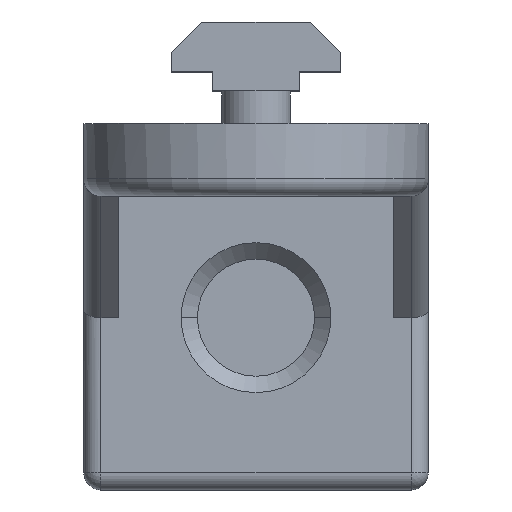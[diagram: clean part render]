
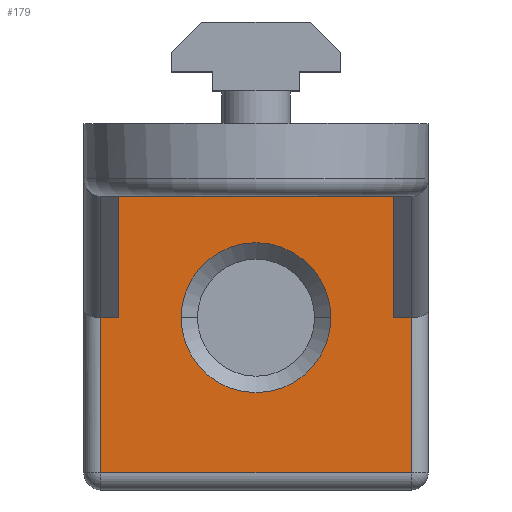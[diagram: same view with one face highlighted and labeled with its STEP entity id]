
A CAD part, top view. The second image highlights one B-rep face of the part: STEP entity #179.
In plain terms, the highlighted planar face has unit normal (0, 0, 1).
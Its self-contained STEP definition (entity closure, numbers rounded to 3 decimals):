
#179=ADVANCED_FACE('1306',(#447,#448),#449,.F.);
#447=FACE_OUTER_BOUND('',#1306,.T.);
#448=FACE_BOUND('',#1307,.T.);
#449=PLANE('',#1308);
#1306=EDGE_LOOP('',(#1774,#1775,#1776,#1777,#1778,#1779,#1780,#1781));
#1307=EDGE_LOOP('',(#1782,#1783));
#1308=AXIS2_PLACEMENT_3D('',#1784,#1785,#1786);
#1774=ORIENTED_EDGE('',*,*,#2570,.F.);
#1775=ORIENTED_EDGE('',*,*,#2561,.T.);
#1776=ORIENTED_EDGE('',*,*,#2568,.T.);
#1777=ORIENTED_EDGE('',*,*,#2548,.T.);
#1778=ORIENTED_EDGE('',*,*,#2571,.F.);
#1779=ORIENTED_EDGE('',*,*,#2565,.T.);
#1780=ORIENTED_EDGE('',*,*,#2533,.F.);
#1781=ORIENTED_EDGE('',*,*,#2572,.T.);
#1782=ORIENTED_EDGE('',*,*,#2573,.F.);
#1783=ORIENTED_EDGE('',*,*,#2574,.F.);
#1784=CARTESIAN_POINT('',(24.0,-42.5,8.4));
#1785=DIRECTION('',(0.0,0.0,-1.0));
#1786=DIRECTION('',(0.0,1.0,0.0));
#2533=EDGE_CURVE('2156',#2919,#2923,#2924,.F.);
#2548=EDGE_CURVE('1372',#2943,#2941,#2944,.T.);
#2561=EDGE_CURVE('2118',#2962,#2963,#2964,.T.);
#2565=EDGE_CURVE('2119',#2968,#2923,#2969,.T.);
#2568=EDGE_CURVE('1381',#2963,#2943,#2972,.T.);
#2570=EDGE_CURVE('2154',#2962,#2974,#2975,.F.);
#2571=EDGE_CURVE('1383',#2968,#2941,#2976,.F.);
#2572=EDGE_CURVE('2150',#2919,#2974,#2977,.F.);
#2573=EDGE_CURVE('2303',#2978,#2979,#2980,.F.);
#2574=EDGE_CURVE('2302',#2979,#2978,#2981,.F.);
#2919=VERTEX_POINT('',#3482);
#2923=VERTEX_POINT('',#3486);
#2924=LINE('',#3487,#3488);
#2941=VERTEX_POINT('',#3526);
#2943=VERTEX_POINT('',#3529);
#2944=LINE('',#3530,#3531);
#2962=VERTEX_POINT('',#3553);
#2963=VERTEX_POINT('',#3554);
#2964=LINE('',#3555,#3556);
#2968=VERTEX_POINT('',#3562);
#2969=LINE('',#3563,#3564);
#2972=LINE('',#3568,#3569);
#2974=VERTEX_POINT('',#3571);
#2975=LINE('',#3572,#3573);
#2976=LINE('',#3574,#3575);
#2977=LINE('',#3576,#3577);
#2978=VERTEX_POINT('',#3578);
#2979=VERTEX_POINT('',#3579);
#2980=CIRCLE('',#3580,8.7);
#2981=CIRCLE('',#3581,8.7);
#3482=CARTESIAN_POINT('',(-18.0,-40.5,8.4));
#3486=CARTESIAN_POINT('',(-18.0,-22.5,8.4));
#3487=CARTESIAN_POINT('',(-18.0,-52.541,8.4));
#3488=VECTOR('',#4124,1.0);
#3526=CARTESIAN_POINT('',(-16.0,-8.4,8.4));
#3529=CARTESIAN_POINT('',(16.0,-8.4,8.4));
#3530=CARTESIAN_POINT('',(24.0,-8.4,8.4));
#3531=VECTOR('',#4138,1.0);
#3553=CARTESIAN_POINT('',(18.0,-22.5,8.4));
#3554=CARTESIAN_POINT('',(16.0,-22.5,8.4));
#3555=CARTESIAN_POINT('',(24.0,-22.5,8.4));
#3556=VECTOR('',#4155,1.0);
#3562=CARTESIAN_POINT('',(-16.0,-22.5,8.4));
#3563=CARTESIAN_POINT('',(24.0,-22.5,8.4));
#3564=VECTOR('',#4158,1.0);
#3568=CARTESIAN_POINT('',(16.0,-21.25,8.4));
#3569=VECTOR('',#4160,1.0);
#3571=CARTESIAN_POINT('',(18.0,-40.5,8.4));
#3572=CARTESIAN_POINT('',(18.0,-12.458,8.4));
#3573=VECTOR('',#4161,1.0);
#3574=CARTESIAN_POINT('',(-16.0,-21.25,8.4));
#3575=VECTOR('',#4162,1.0);
#3576=CARTESIAN_POINT('',(-36.073,-40.5,8.4));
#3577=VECTOR('',#4163,1.0);
#3578=CARTESIAN_POINT('',(-8.7,-22.5,8.4));
#3579=CARTESIAN_POINT('',(8.7,-22.5,8.4));
#3580=AXIS2_PLACEMENT_3D('',#4164,#4165,#4166);
#3581=AXIS2_PLACEMENT_3D('',#4167,#4168,#4169);
#4124=DIRECTION('',(0.0,-1.0,0.0));
#4138=DIRECTION('',(-1.0,0.0,-0.0));
#4155=DIRECTION('',(-1.0,-0.0,0.0));
#4158=DIRECTION('',(-1.0,-0.0,0.0));
#4160=DIRECTION('',(0.0,1.0,0.0));
#4161=DIRECTION('',(0.0,1.0,0.0));
#4162=DIRECTION('',(0.0,-1.0,0.0));
#4163=DIRECTION('',(-1.0,0.0,0.0));
#4164=CARTESIAN_POINT('',(0.0,-22.5,8.4));
#4165=DIRECTION('',(0.0,0.0,-1.0));
#4166=DIRECTION('',(1.0,0.0,0.0));
#4167=CARTESIAN_POINT('',(0.0,-22.5,8.4));
#4168=DIRECTION('',(0.0,0.0,-1.0));
#4169=DIRECTION('',(1.0,0.0,0.0));
